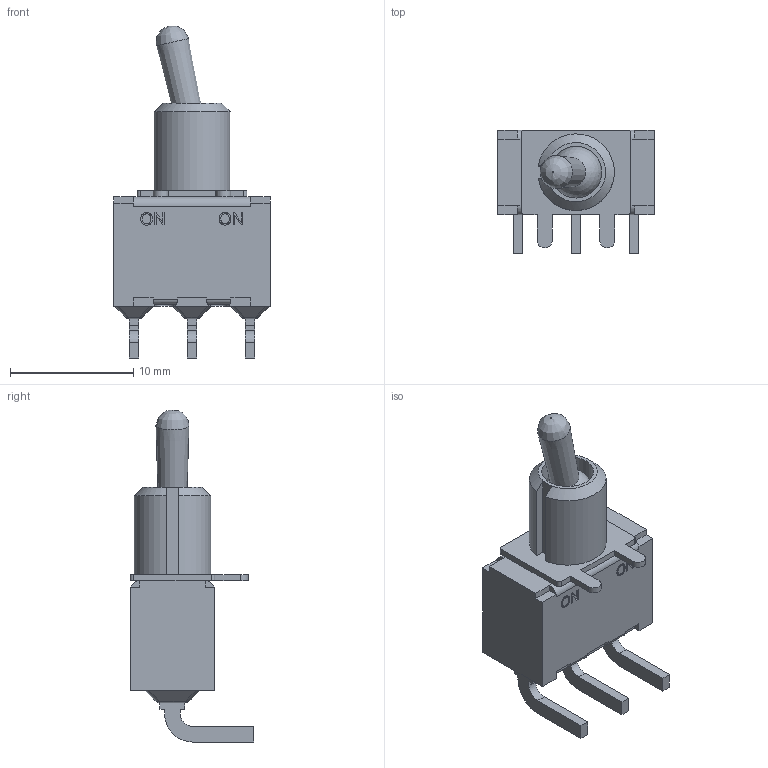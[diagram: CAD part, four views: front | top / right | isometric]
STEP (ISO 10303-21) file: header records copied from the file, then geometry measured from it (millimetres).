
FILE_DESCRIPTION((' '),'2;1');
FILE_NAME('100SPxT2B3M6xE.stp','2017-07-28T16:09:41',(' '),(' '),' ','ACIS',' ');
FILE_SCHEMA(('CONFIG_CONTROL_DESIGN'));
Length unit declared in the file: inch
Products named in the file (1): 100SPxT2B3M6xE.stp
Bounding box: 12.7 x 10.03 x 26.94 mm (x, y, z)
Volume: 1023.7 mm3; surface area: 1042.5 mm2
Topology: 2 solids, 2 shells, 263 faces, 671 edges, 426 vertices
Faces by surface type: plane 185, cylinder 46, bspline 17, sphere 13, cone 2
Full cylindrical faces by diameter (mm): 4.2 x1
Entity records: 8023 total; most frequent: CARTESIAN_POINT 1643, ORIENTED_EDGE 1328, DIRECTION 1230, EDGE_CURVE 664, VECTOR 520, LINE 520, VERTEX_POINT 423, AXIS2_PLACEMENT_3D 355
